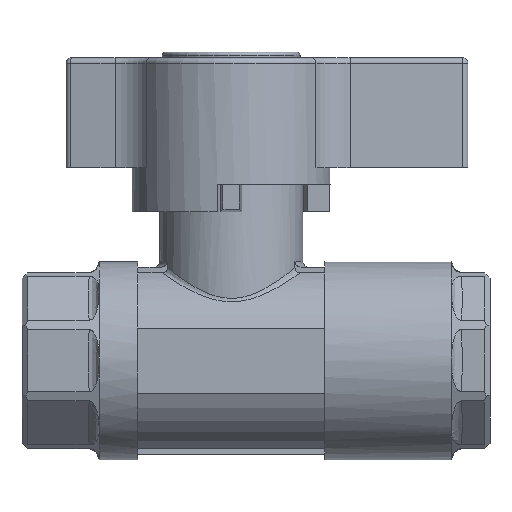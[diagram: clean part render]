
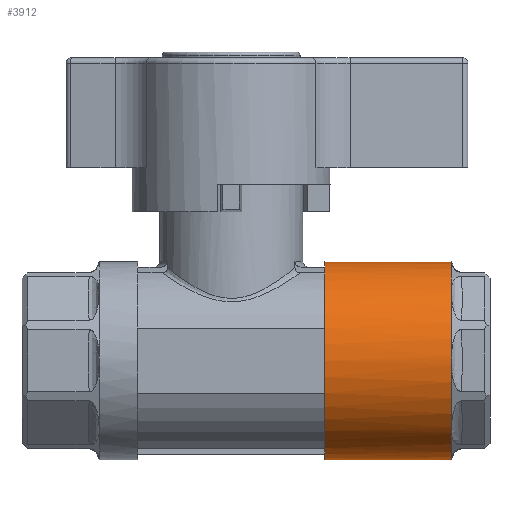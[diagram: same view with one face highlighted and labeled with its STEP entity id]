
A CAD part, left-side view. The second image highlights one B-rep face of the part: STEP entity #3912.
In plain terms, the highlighted cylindrical face has radius 18 mm (diameter 36 mm), a full revolution.
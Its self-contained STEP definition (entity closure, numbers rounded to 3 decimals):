
#64=CYLINDRICAL_SURFACE('',#4149,18.);
#744=ORIENTED_EDGE('',*,*,#1598,.T.);
#745=ORIENTED_EDGE('',*,*,#1577,.T.);
#746=ORIENTED_EDGE('',*,*,#1553,.T.);
#747=ORIENTED_EDGE('',*,*,#1549,.T.);
#748=ORIENTED_EDGE('',*,*,#1579,.T.);
#749=ORIENTED_EDGE('',*,*,#1557,.T.);
#750=ORIENTED_EDGE('',*,*,#1559,.T.);
#751=ORIENTED_EDGE('',*,*,#1581,.T.);
#752=ORIENTED_EDGE('',*,*,#1599,.T.);
#753=ORIENTED_EDGE('',*,*,#1600,.T.);
#754=ORIENTED_EDGE('',*,*,#1601,.T.);
#755=ORIENTED_EDGE('',*,*,#1506,.T.);
#756=ORIENTED_EDGE('',*,*,#1602,.T.);
#757=ORIENTED_EDGE('',*,*,#1508,.T.);
#758=ORIENTED_EDGE('',*,*,#1603,.T.);
#759=ORIENTED_EDGE('',*,*,#1510,.T.);
#760=ORIENTED_EDGE('',*,*,#1604,.T.);
#761=ORIENTED_EDGE('',*,*,#1512,.T.);
#762=ORIENTED_EDGE('',*,*,#1605,.T.);
#763=ORIENTED_EDGE('',*,*,#1514,.T.);
#764=ORIENTED_EDGE('',*,*,#1606,.T.);
#765=ORIENTED_EDGE('',*,*,#1516,.T.);
#766=ORIENTED_EDGE('',*,*,#1607,.T.);
#767=ORIENTED_EDGE('',*,*,#1518,.T.);
#1506=EDGE_CURVE('',#1939,#1940,#2204,.T.);
#1508=EDGE_CURVE('',#1941,#1942,#2205,.T.);
#1510=EDGE_CURVE('',#1943,#1944,#2206,.T.);
#1512=EDGE_CURVE('',#1945,#1946,#2207,.T.);
#1514=EDGE_CURVE('',#1947,#1948,#2208,.T.);
#1516=EDGE_CURVE('',#1949,#1950,#2209,.T.);
#1518=EDGE_CURVE('',#1951,#1952,#2210,.T.);
#1549=EDGE_CURVE('',#1981,#1982,#2219,.T.);
#1553=EDGE_CURVE('',#1980,#1981,#2221,.T.);
#1557=EDGE_CURVE('',#1988,#1987,#2223,.T.);
#1559=EDGE_CURVE('',#1987,#1989,#2224,.T.);
#1577=EDGE_CURVE('',#1999,#1980,#2232,.T.);
#1579=EDGE_CURVE('',#1982,#1988,#2233,.T.);
#1581=EDGE_CURVE('',#1989,#2000,#2234,.T.);
#1598=EDGE_CURVE('',#2000,#1999,#2241,.T.);
#1599=EDGE_CURVE('',#1952,#2010,#2242,.T.);
#1600=EDGE_CURVE('',#2010,#2011,#2243,.T.);
#1601=EDGE_CURVE('',#2011,#1939,#2244,.T.);
#1602=EDGE_CURVE('',#1940,#1941,#2245,.T.);
#1603=EDGE_CURVE('',#1942,#1943,#2246,.T.);
#1604=EDGE_CURVE('',#1944,#1945,#2247,.T.);
#1605=EDGE_CURVE('',#1946,#1947,#2248,.T.);
#1606=EDGE_CURVE('',#1948,#1949,#2249,.T.);
#1607=EDGE_CURVE('',#1950,#1951,#2250,.T.);
#1939=VERTEX_POINT('',#5235);
#1940=VERTEX_POINT('',#5236);
#1941=VERTEX_POINT('',#5240);
#1942=VERTEX_POINT('',#5241);
#1943=VERTEX_POINT('',#5245);
#1944=VERTEX_POINT('',#5246);
#1945=VERTEX_POINT('',#5250);
#1946=VERTEX_POINT('',#5251);
#1947=VERTEX_POINT('',#5255);
#1948=VERTEX_POINT('',#5256);
#1949=VERTEX_POINT('',#5260);
#1950=VERTEX_POINT('',#5261);
#1951=VERTEX_POINT('',#5265);
#1952=VERTEX_POINT('',#5266);
#1980=VERTEX_POINT('',#5349);
#1981=VERTEX_POINT('',#5353);
#1982=VERTEX_POINT('',#5354);
#1987=VERTEX_POINT('',#5368);
#1988=VERTEX_POINT('',#5370);
#1989=VERTEX_POINT('',#5374);
#1999=VERTEX_POINT('',#5419);
#2000=VERTEX_POINT('',#5426);
#2010=VERTEX_POINT('',#5469);
#2011=VERTEX_POINT('',#5471);
#2204=CIRCLE('',#4079,18.);
#2205=CIRCLE('',#4081,18.);
#2206=CIRCLE('',#4083,18.);
#2207=CIRCLE('',#4085,18.);
#2208=CIRCLE('',#4087,18.);
#2209=CIRCLE('',#4089,18.);
#2210=CIRCLE('',#4091,18.);
#2219=CIRCLE('',#4111,18.);
#2221=CIRCLE('',#4114,18.);
#2223=CIRCLE('',#4117,18.);
#2224=CIRCLE('',#4119,18.);
#2232=CIRCLE('',#4134,18.);
#2233=CIRCLE('',#4136,18.);
#2234=CIRCLE('',#4138,18.);
#2241=CIRCLE('',#4150,18.);
#2242=CIRCLE('',#4151,18.);
#2243=CIRCLE('',#4152,18.);
#2244=CIRCLE('',#4153,18.);
#2245=CIRCLE('',#4154,18.);
#2246=CIRCLE('',#4155,18.);
#2247=CIRCLE('',#4156,18.);
#2248=CIRCLE('',#4157,18.);
#2249=CIRCLE('',#4158,18.);
#2250=CIRCLE('',#4159,18.);
#2363=EDGE_LOOP('',(#744,#745,#746,#747,#748,#749,#750,#751));
#2364=EDGE_LOOP('',(#752,#753,#754,#755,#756,#757,#758,#759,#760,#761,#762,
#763,#764,#765,#766,#767));
#2571=FACE_BOUND('',#2363,.T.);
#2572=FACE_BOUND('',#2364,.T.);
#3912=ADVANCED_FACE('',(#2571,#2572),#64,.T.);
#4079=AXIS2_PLACEMENT_3D('',#5234,#4384,#4385);
#4081=AXIS2_PLACEMENT_3D('',#5239,#4389,#4390);
#4083=AXIS2_PLACEMENT_3D('',#5244,#4394,#4395);
#4085=AXIS2_PLACEMENT_3D('',#5249,#4399,#4400);
#4087=AXIS2_PLACEMENT_3D('',#5254,#4404,#4405);
#4089=AXIS2_PLACEMENT_3D('',#5259,#4409,#4410);
#4091=AXIS2_PLACEMENT_3D('',#5264,#4414,#4415);
#4111=AXIS2_PLACEMENT_3D('',#5352,#4472,#4473);
#4114=AXIS2_PLACEMENT_3D('',#5361,#4480,#4481);
#4117=AXIS2_PLACEMENT_3D('',#5369,#4488,#4489);
#4119=AXIS2_PLACEMENT_3D('',#5373,#4493,#4494);
#4134=AXIS2_PLACEMENT_3D('',#5418,#4532,#4533);
#4136=AXIS2_PLACEMENT_3D('',#5422,#4537,#4538);
#4138=AXIS2_PLACEMENT_3D('',#5425,#4542,#4543);
#4149=AXIS2_PLACEMENT_3D('',#5466,#4573,#4574);
#4150=AXIS2_PLACEMENT_3D('',#5467,#4575,#4576);
#4151=AXIS2_PLACEMENT_3D('',#5468,#4577,#4578);
#4152=AXIS2_PLACEMENT_3D('',#5470,#4579,#4580);
#4153=AXIS2_PLACEMENT_3D('',#5472,#4581,#4582);
#4154=AXIS2_PLACEMENT_3D('',#5473,#4583,#4584);
#4155=AXIS2_PLACEMENT_3D('',#5474,#4585,#4586);
#4156=AXIS2_PLACEMENT_3D('',#5475,#4587,#4588);
#4157=AXIS2_PLACEMENT_3D('',#5476,#4589,#4590);
#4158=AXIS2_PLACEMENT_3D('',#5477,#4591,#4592);
#4159=AXIS2_PLACEMENT_3D('',#5478,#4593,#4594);
#4384=DIRECTION('',(0.,1.,0.));
#4385=DIRECTION('',(1.,0.,0.));
#4389=DIRECTION('',(0.,1.,0.));
#4390=DIRECTION('',(1.,0.,0.));
#4394=DIRECTION('',(0.,1.,0.));
#4395=DIRECTION('',(1.,0.,0.));
#4399=DIRECTION('',(0.,1.,0.));
#4400=DIRECTION('',(1.,0.,0.));
#4404=DIRECTION('',(0.,1.,0.));
#4405=DIRECTION('',(1.,0.,0.));
#4409=DIRECTION('',(0.,1.,0.));
#4410=DIRECTION('',(1.,0.,0.));
#4414=DIRECTION('',(0.,1.,0.));
#4415=DIRECTION('',(1.,0.,0.));
#4472=DIRECTION('',(0.,-1.,0.));
#4473=DIRECTION('',(0.,0.,-1.));
#4480=DIRECTION('',(0.,-1.,0.));
#4481=DIRECTION('',(0.,0.,-1.));
#4488=DIRECTION('',(0.,-1.,0.));
#4489=DIRECTION('',(0.,0.,-1.));
#4493=DIRECTION('',(0.,-1.,0.));
#4494=DIRECTION('',(0.,0.,-1.));
#4532=DIRECTION('',(0.,-1.,0.));
#4533=DIRECTION('',(0.,0.,-1.));
#4537=DIRECTION('',(0.,-1.,0.));
#4538=DIRECTION('',(0.,0.,-1.));
#4542=DIRECTION('',(0.,-1.,0.));
#4543=DIRECTION('',(0.,0.,-1.));
#4573=DIRECTION('',(0.,1.,0.));
#4574=DIRECTION('',(0.,0.,1.));
#4575=DIRECTION('',(0.,-1.,0.));
#4576=DIRECTION('',(0.,0.,-1.));
#4577=DIRECTION('',(0.,1.,0.));
#4578=DIRECTION('',(1.,0.,0.));
#4579=DIRECTION('',(0.,1.,0.));
#4580=DIRECTION('',(1.,0.,0.));
#4581=DIRECTION('',(0.,1.,0.));
#4582=DIRECTION('',(1.,0.,0.));
#4583=DIRECTION('',(0.,1.,0.));
#4584=DIRECTION('',(1.,0.,0.));
#4585=DIRECTION('',(0.,1.,0.));
#4586=DIRECTION('',(1.,0.,0.));
#4587=DIRECTION('',(0.,1.,0.));
#4588=DIRECTION('',(1.,0.,0.));
#4589=DIRECTION('',(0.,1.,0.));
#4590=DIRECTION('',(1.,0.,0.));
#4591=DIRECTION('',(0.,1.,0.));
#4592=DIRECTION('',(1.,0.,0.));
#4593=DIRECTION('',(0.,1.,0.));
#4594=DIRECTION('',(1.,0.,0.));
#5234=CARTESIAN_POINT('',(0.,-40.,0.));
#5235=CARTESIAN_POINT('',(17.98,-40.,-0.847));
#5236=CARTESIAN_POINT('',(13.313,-40.,-12.115));
#5239=CARTESIAN_POINT('',(0.,-40.,0.));
#5240=CARTESIAN_POINT('',(12.115,-40.,-13.313));
#5241=CARTESIAN_POINT('',(0.847,-40.,-17.98));
#5244=CARTESIAN_POINT('',(0.,-40.,0.));
#5245=CARTESIAN_POINT('',(-0.847,-40.,-17.98));
#5246=CARTESIAN_POINT('',(-12.115,-40.,-13.313));
#5249=CARTESIAN_POINT('',(0.,-40.,0.));
#5250=CARTESIAN_POINT('',(-13.313,-40.,-12.115));
#5251=CARTESIAN_POINT('',(-17.98,-40.,-0.847));
#5254=CARTESIAN_POINT('',(0.,-40.,0.));
#5255=CARTESIAN_POINT('',(-17.98,-40.,0.847));
#5256=CARTESIAN_POINT('',(-13.313,-40.,12.115));
#5259=CARTESIAN_POINT('',(0.,-40.,0.));
#5260=CARTESIAN_POINT('',(-12.115,-40.,13.313));
#5261=CARTESIAN_POINT('',(-0.847,-40.,17.98));
#5264=CARTESIAN_POINT('',(0.,-40.,0.));
#5265=CARTESIAN_POINT('',(0.847,-40.,17.98));
#5266=CARTESIAN_POINT('',(12.115,-40.,13.313));
#5349=CARTESIAN_POINT('',(5.916,-17.,17.));
#5352=CARTESIAN_POINT('',(0.,-17.,0.));
#5353=CARTESIAN_POINT('',(-5.916,-17.,17.));
#5354=CARTESIAN_POINT('',(-17.,-17.,5.916));
#5361=CARTESIAN_POINT('',(0.,-17.,0.));
#5368=CARTESIAN_POINT('',(-5.916,-17.,-17.));
#5369=CARTESIAN_POINT('',(0.,-17.,0.));
#5370=CARTESIAN_POINT('',(-17.,-17.,-5.916));
#5373=CARTESIAN_POINT('',(0.,-17.,0.));
#5374=CARTESIAN_POINT('',(5.916,-17.,-17.));
#5418=CARTESIAN_POINT('',(0.,-17.,0.));
#5419=CARTESIAN_POINT('',(17.,-17.,5.916));
#5422=CARTESIAN_POINT('',(0.,-17.,0.));
#5425=CARTESIAN_POINT('',(0.,-17.,0.));
#5426=CARTESIAN_POINT('',(17.,-17.,-5.916));
#5466=CARTESIAN_POINT('',(0.,-47.,0.));
#5467=CARTESIAN_POINT('',(0.,-17.,0.));
#5468=CARTESIAN_POINT('',(0.,-40.,0.));
#5469=CARTESIAN_POINT('',(13.313,-40.,12.115));
#5470=CARTESIAN_POINT('',(0.,-40.,0.));
#5471=CARTESIAN_POINT('',(17.98,-40.,0.847));
#5472=CARTESIAN_POINT('',(0.,-40.,0.));
#5473=CARTESIAN_POINT('',(0.,-40.,0.));
#5474=CARTESIAN_POINT('',(0.,-40.,0.));
#5475=CARTESIAN_POINT('',(0.,-40.,0.));
#5476=CARTESIAN_POINT('',(0.,-40.,0.));
#5477=CARTESIAN_POINT('',(0.,-40.,0.));
#5478=CARTESIAN_POINT('',(0.,-40.,0.));
